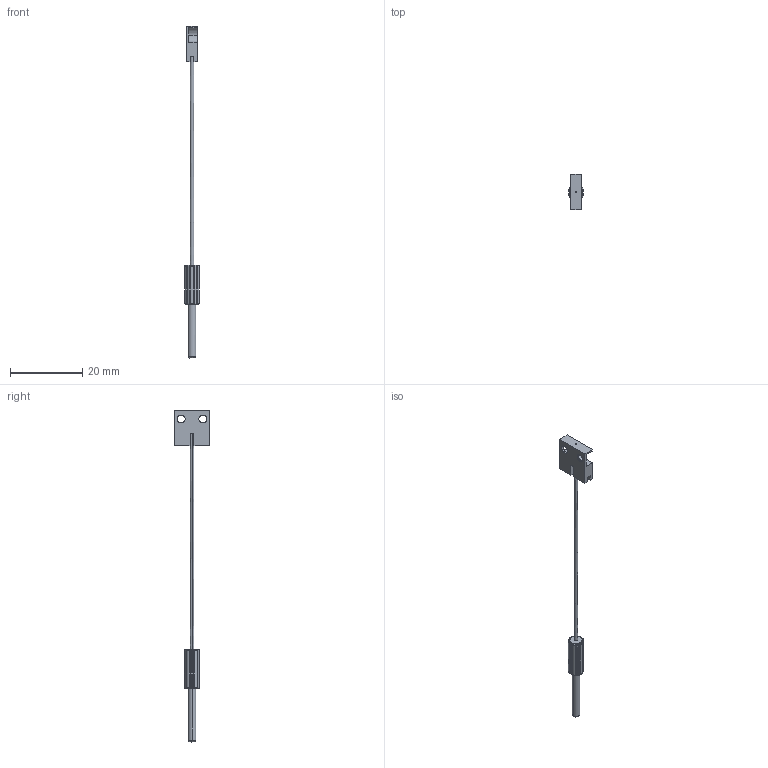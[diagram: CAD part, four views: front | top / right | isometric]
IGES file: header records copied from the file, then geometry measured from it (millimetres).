
Start section: SolidWorks IGES file using analytic representation for surfaces
Global section: file name: ftw-10ml-10-ok.IGS,1; native system: 5HSolidWorks 2007; preprocessor: SolidWorks 2007; author: admin; date: 130614.084743; units: millimetre
Bounding box: 4 x 9.96 x 92.2 mm (x, y, z)
Surface area: 841.7 mm2 (no closed solid volume)
Topology: 0 solids, 0 shells, 178 faces, 1907 edges, 1905 vertices
Faces by surface type: bspline 97, revolution 81
